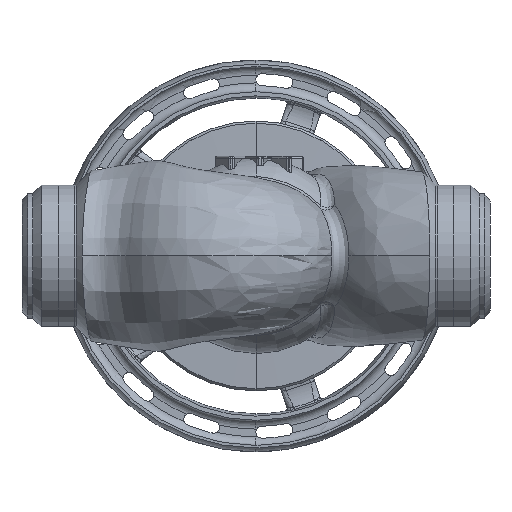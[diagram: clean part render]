
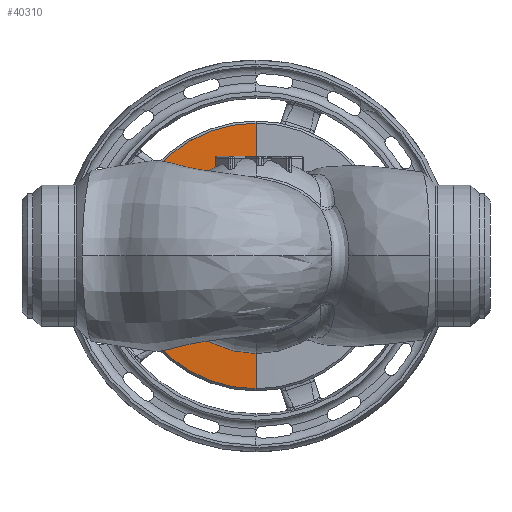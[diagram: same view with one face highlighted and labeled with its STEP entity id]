
A CAD part, front view. The second image highlights one B-rep face of the part: STEP entity #40310.
In plain terms, the highlighted conical face has half-angle 88.41 degrees and reference radius 121.99 mm.
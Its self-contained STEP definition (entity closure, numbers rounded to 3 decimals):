
#1342 = CIRCLE ( 'NONE', #49060, 88.526 ) ;
#4330 = VECTOR ( 'NONE', #60703, 1000. ) ;
#4715 = DIRECTION ( 'NONE',  ( 0., -1., 0. ) ) ;
#7966 = CARTESIAN_POINT ( 'NONE',  ( 0., 134., 121.99 ) ) ;
#10183 = EDGE_LOOP ( 'NONE', ( #53904, #43808, #13607, #41780 ) ) ;
#12188 = DIRECTION ( 'NONE',  ( 0., 1., 0. ) ) ;
#13283 = DIRECTION ( 'NONE',  ( 0., 0.028, 1. ) ) ;
#13509 = EDGE_CURVE ( 'NONE', #67890, #16148, #1342, .T. ) ;
#13607 = ORIENTED_EDGE ( 'NONE', *, *, #66865, .T. ) ;
#13810 = AXIS2_PLACEMENT_3D ( 'NONE', #43523, #12188, #38035 ) ;
#13977 = EDGE_CURVE ( 'NONE', #32230, #47948, #34864, .T. ) ;
#16148 = VERTEX_POINT ( 'NONE', #26531 ) ;
#20821 = CARTESIAN_POINT ( 'NONE',  ( 0., 134., 0. ) ) ;
#24111 = CARTESIAN_POINT ( 'NONE',  ( 0., 134., -121.99 ) ) ;
#26067 = DIRECTION ( 'NONE',  ( 0., 0., -1. ) ) ;
#26531 = CARTESIAN_POINT ( 'NONE',  ( 0., 133.071, -88.526 ) ) ;
#29329 = CARTESIAN_POINT ( 'NONE',  ( 0., 134., -121.99 ) ) ;
#31399 = CARTESIAN_POINT ( 'NONE',  ( 0., 133.071, 88.526 ) ) ;
#32230 = VERTEX_POINT ( 'NONE', #56192 ) ;
#34864 = CIRCLE ( 'NONE', #60475, 121.99 ) ;
#36050 = CARTESIAN_POINT ( 'NONE',  ( 0., 133.071, 0. ) ) ;
#36486 = LINE ( 'NONE', #7966, #50416 ) ;
#37749 = EDGE_CURVE ( 'NONE', #16148, #47948, #44453, .T. ) ;
#38035 = DIRECTION ( 'NONE',  ( 0., 0., 1. ) ) ;
#40310 = ADVANCED_FACE ( 'NONE', ( #44918 ), #43266, .T. ) ;
#41325 = DIRECTION ( 'NONE',  ( 0., 0., -1. ) ) ;
#41780 = ORIENTED_EDGE ( 'NONE', *, *, #13977, .T. ) ;
#43266 = CONICAL_SURFACE ( 'NONE', #13810, 121.99, 1.543 ) ;
#43523 = CARTESIAN_POINT ( 'NONE',  ( 0., 134., 0. ) ) ;
#43808 = ORIENTED_EDGE ( 'NONE', *, *, #13509, .F. ) ;
#44453 = LINE ( 'NONE', #24111, #4330 ) ;
#44918 = FACE_OUTER_BOUND ( 'NONE', #10183, .T. ) ;
#47948 = VERTEX_POINT ( 'NONE', #29329 ) ;
#49060 = AXIS2_PLACEMENT_3D ( 'NONE', #36050, #4715, #41325 ) ;
#50416 = VECTOR ( 'NONE', #13283, 1000. ) ;
#53904 = ORIENTED_EDGE ( 'NONE', *, *, #37749, .F. ) ;
#56192 = CARTESIAN_POINT ( 'NONE',  ( 0., 134., 121.99 ) ) ;
#57409 = DIRECTION ( 'NONE',  ( 0., -1., 0. ) ) ;
#60475 = AXIS2_PLACEMENT_3D ( 'NONE', #20821, #57409, #26067 ) ;
#60703 = DIRECTION ( 'NONE',  ( 0., 0.028, -1. ) ) ;
#66865 = EDGE_CURVE ( 'NONE', #67890, #32230, #36486, .T. ) ;
#67890 = VERTEX_POINT ( 'NONE', #31399 ) ;
